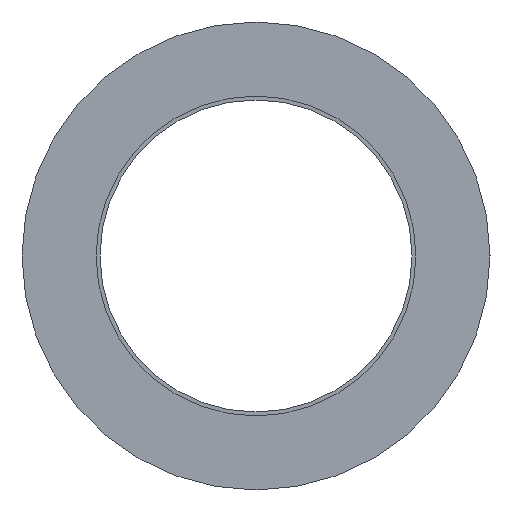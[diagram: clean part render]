
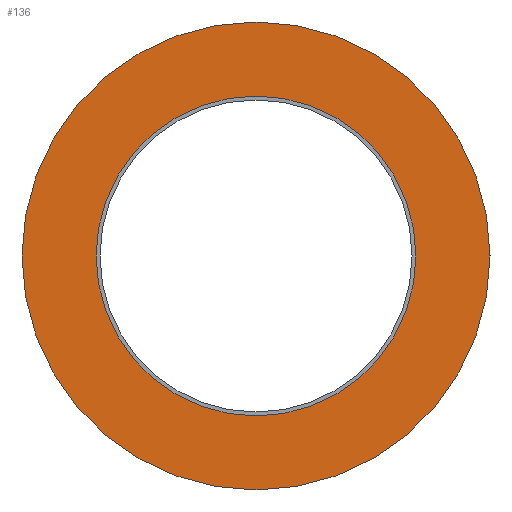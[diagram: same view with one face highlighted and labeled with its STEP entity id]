
A CAD part, left-side view. The second image highlights one B-rep face of the part: STEP entity #136.
In plain terms, the highlighted planar face has unit normal (-1, 0, 0).
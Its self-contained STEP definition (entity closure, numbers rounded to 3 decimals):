
#84 = VERTEX_POINT( '', #185 );
#90 = EDGE_CURVE( '', #84, #114, #191, .T. );
#114 = VERTEX_POINT( '', #217 );
#116 = EDGE_CURVE( '', #114, #84, #219, .T. );
#120 = EDGE_CURVE( '', #130, #140, #223, .T. );
#130 = VERTEX_POINT( '', #233 );
#136 = ADVANCED_FACE( '', ( #241, #242 ), #243, .T. );
#138 = EDGE_CURVE( '', #140, #130, #245, .T. );
#140 = VERTEX_POINT( '', #247 );
#185 = CARTESIAN_POINT( '', ( 0., -4.1, 0. ) );
#191 = CIRCLE( '', #298, 4.1 );
#217 = CARTESIAN_POINT( '', ( 0., 4.1, 0. ) );
#219 = CIRCLE( '', #335, 4.1 );
#223 = CIRCLE( '', #341, 6. );
#233 = CARTESIAN_POINT( '', ( 0., -6., 0. ) );
#241 = FACE_BOUND( '', #361, .T. );
#242 = FACE_OUTER_BOUND( '', #362, .T. );
#243 = PLANE( '', #363 );
#245 = CIRCLE( '', #366, 6. );
#247 = CARTESIAN_POINT( '', ( 0., 6., 0. ) );
#298 = AXIS2_PLACEMENT_3D( '', #414, #415, #416 );
#335 = AXIS2_PLACEMENT_3D( '', #447, #448, #449 );
#341 = AXIS2_PLACEMENT_3D( '', #453, #454, #455 );
#361 = EDGE_LOOP( '', ( #470, #471 ) );
#362 = EDGE_LOOP( '', ( #472, #473 ) );
#363 = AXIS2_PLACEMENT_3D( '', #474, #475, #476 );
#366 = AXIS2_PLACEMENT_3D( '', #477, #478, #479 );
#414 = CARTESIAN_POINT( '', ( 0., 0., 0. ) );
#415 = DIRECTION( '', ( -1., 0., 0. ) );
#416 = DIRECTION( '', ( 0., 1., 0. ) );
#447 = CARTESIAN_POINT( '', ( 0., 0., 0. ) );
#448 = DIRECTION( '', ( -1., 0., 0. ) );
#449 = DIRECTION( '', ( 0., 1., 0. ) );
#453 = CARTESIAN_POINT( '', ( 0., 0., 0. ) );
#454 = DIRECTION( '', ( -1., 0., 0. ) );
#455 = DIRECTION( '', ( 0., 1., 0. ) );
#470 = ORIENTED_EDGE( '', *, *, #116, .F. );
#471 = ORIENTED_EDGE( '', *, *, #90, .F. );
#472 = ORIENTED_EDGE( '', *, *, #138, .T. );
#473 = ORIENTED_EDGE( '', *, *, #120, .T. );
#474 = CARTESIAN_POINT( '', ( 0., 5.05, 0. ) );
#475 = DIRECTION( '', ( -1., 0., 0. ) );
#476 = DIRECTION( '', ( 0., 1., 0. ) );
#477 = CARTESIAN_POINT( '', ( 0., 0., 0. ) );
#478 = DIRECTION( '', ( -1., 0., 0. ) );
#479 = DIRECTION( '', ( 0., 1., 0. ) );
